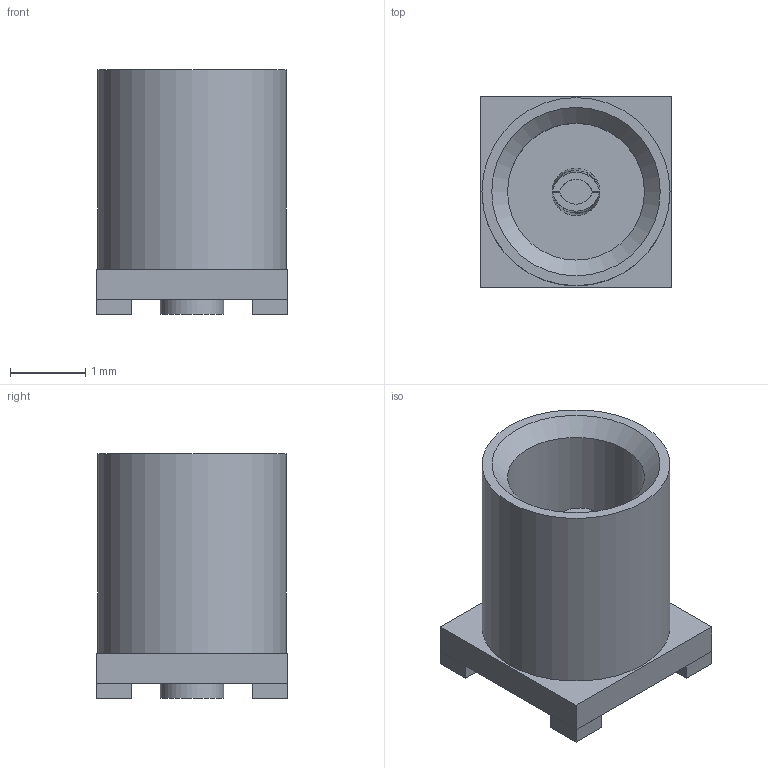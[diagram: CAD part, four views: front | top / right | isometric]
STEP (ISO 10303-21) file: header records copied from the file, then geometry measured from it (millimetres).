
FILE_DESCRIPTION(/* description */ (''),/* implementation_level */ '2;1');
FILE_NAME(/* name */ 'MOLEX_73413-0040.stp',/* time_stamp */ '2017-05-31T14:05:34+02:00',/* author */ ('jchouvet'),/* organization */ (''),/* preprocessor_version */ 'ST-DEVELOPER v16.1',/* originating_system */ 'AutoCAD Mechanical',/* authorisation */ '');
FILE_SCHEMA (('AUTOMOTIVE_DESIGN { 1 0 10303 214 3 1 1 }'));
Length unit declared in the file: millimetre
Products named in the file (1): Product
Bounding box: 2.55 x 2.55 x 3.25 mm (x, y, z)
Volume: 10.1 mm3; surface area: 81.5 mm2
Topology: 11 solids, 11 shells, 59 faces, 108 edges, 71 vertices
Faces by surface type: plane 46, cylinder 7, bspline 4, cone 2
Full cylindrical faces by diameter (mm): 0.84 x1, 1.82 x1, 2.05 x4, 2.5 x1
Entity records: 1529 total; most frequent: CARTESIAN_POINT 338, DIRECTION 234, ORIENTED_EDGE 198, EDGE_CURVE 99, AXIS2_PLACEMENT_3D 79, LINE 76, VECTOR 76, EDGE_LOOP 72
